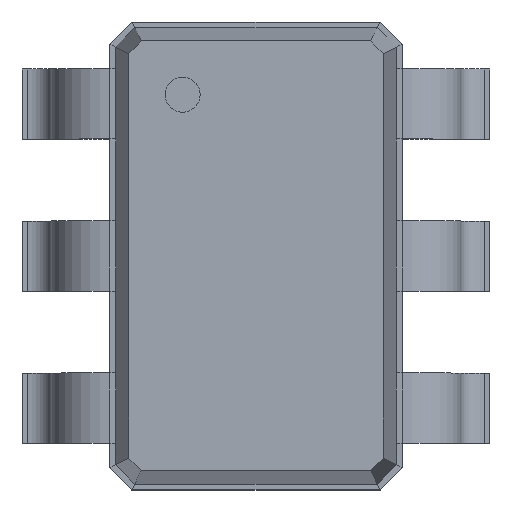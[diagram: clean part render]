
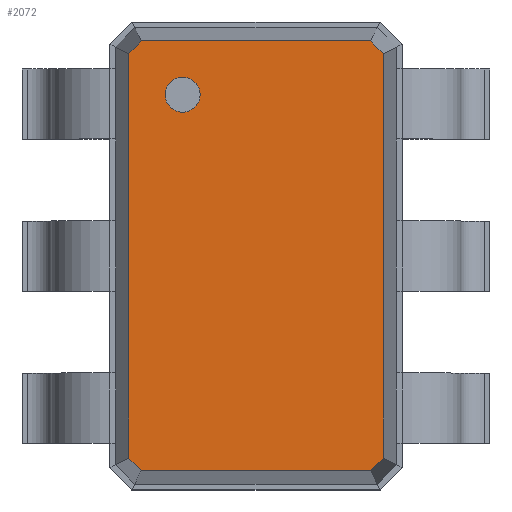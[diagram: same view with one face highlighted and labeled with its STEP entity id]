
A CAD part, top view. The second image highlights one B-rep face of the part: STEP entity #2072.
In plain terms, the highlighted planar face has unit normal (0, 0, 1).
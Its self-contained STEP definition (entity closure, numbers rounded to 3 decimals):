
#1548 = VERTEX_POINT('',#1549);
#1549 = CARTESIAN_POINT('',(-0.544,0.864,1.05));
#1554 = EDGE_CURVE('',#1555,#1548,#1557,.T.);
#1555 = VERTEX_POINT('',#1556);
#1556 = CARTESIAN_POINT('',(-0.544,-0.864,1.05));
#1557 = LINE('',#1558,#1559);
#1558 = CARTESIAN_POINT('',(-0.544,-0.864,1.05));
#1559 = VECTOR('',#1560,1.);
#1560 = DIRECTION('',(0.,1.,0.));
#2055 = EDGE_CURVE('',#2056,#1555,#2058,.T.);
#2056 = VERTEX_POINT('',#2057);
#2057 = CARTESIAN_POINT('',(-0.489,-0.919,1.05));
#2058 = LINE('',#2059,#2060);
#2059 = CARTESIAN_POINT('',(-0.489,-0.919,1.05));
#2060 = VECTOR('',#2061,1.);
#2061 = DIRECTION('',(-0.707,0.707,0.));
#2072 = ADVANCED_FACE('',(#2073,#2123),#2134,.T.);
#2073 = FACE_BOUND('',#2074,.T.);
#2074 = EDGE_LOOP('',(#2075,#2085,#2091,#2092,#2093,#2101,#2109,#2117));
#2075 = ORIENTED_EDGE('',*,*,#2076,.F.);
#2076 = EDGE_CURVE('',#2077,#2079,#2081,.T.);
#2077 = VERTEX_POINT('',#2078);
#2078 = CARTESIAN_POINT('',(-0.489,0.919,1.05));
#2079 = VERTEX_POINT('',#2080);
#2080 = CARTESIAN_POINT('',(0.489,0.919,1.05));
#2081 = LINE('',#2082,#2083);
#2082 = CARTESIAN_POINT('',(-0.489,0.919,1.05));
#2083 = VECTOR('',#2084,1.);
#2084 = DIRECTION('',(1.,0.,0.));
#2085 = ORIENTED_EDGE('',*,*,#2086,.F.);
#2086 = EDGE_CURVE('',#1548,#2077,#2087,.T.);
#2087 = LINE('',#2088,#2089);
#2088 = CARTESIAN_POINT('',(-0.544,0.864,1.05));
#2089 = VECTOR('',#2090,1.);
#2090 = DIRECTION('',(0.707,0.707,0.));
#2091 = ORIENTED_EDGE('',*,*,#1554,.F.);
#2092 = ORIENTED_EDGE('',*,*,#2055,.F.);
#2093 = ORIENTED_EDGE('',*,*,#2094,.F.);
#2094 = EDGE_CURVE('',#2095,#2056,#2097,.T.);
#2095 = VERTEX_POINT('',#2096);
#2096 = CARTESIAN_POINT('',(0.489,-0.919,1.05));
#2097 = LINE('',#2098,#2099);
#2098 = CARTESIAN_POINT('',(0.489,-0.919,1.05));
#2099 = VECTOR('',#2100,1.);
#2100 = DIRECTION('',(-1.,0.,0.));
#2101 = ORIENTED_EDGE('',*,*,#2102,.F.);
#2102 = EDGE_CURVE('',#2103,#2095,#2105,.T.);
#2103 = VERTEX_POINT('',#2104);
#2104 = CARTESIAN_POINT('',(0.544,-0.864,1.05));
#2105 = LINE('',#2106,#2107);
#2106 = CARTESIAN_POINT('',(0.544,-0.864,1.05));
#2107 = VECTOR('',#2108,1.);
#2108 = DIRECTION('',(-0.707,-0.707,0.));
#2109 = ORIENTED_EDGE('',*,*,#2110,.F.);
#2110 = EDGE_CURVE('',#2111,#2103,#2113,.T.);
#2111 = VERTEX_POINT('',#2112);
#2112 = CARTESIAN_POINT('',(0.544,0.864,1.05));
#2113 = LINE('',#2114,#2115);
#2114 = CARTESIAN_POINT('',(0.544,0.864,1.05));
#2115 = VECTOR('',#2116,1.);
#2116 = DIRECTION('',(0.,-1.,0.));
#2117 = ORIENTED_EDGE('',*,*,#2118,.F.);
#2118 = EDGE_CURVE('',#2079,#2111,#2119,.T.);
#2119 = LINE('',#2120,#2121);
#2120 = CARTESIAN_POINT('',(0.489,0.919,1.05));
#2121 = VECTOR('',#2122,1.);
#2122 = DIRECTION('',(0.707,-0.707,0.));
#2123 = FACE_BOUND('',#2124,.T.);
#2124 = EDGE_LOOP('',(#2125));
#2125 = ORIENTED_EDGE('',*,*,#2126,.F.);
#2126 = EDGE_CURVE('',#2127,#2127,#2129,.T.);
#2127 = VERTEX_POINT('',#2128);
#2128 = CARTESIAN_POINT('',(-0.314,0.614,1.05));
#2129 = CIRCLE('',#2130,0.075);
#2130 = AXIS2_PLACEMENT_3D('',#2131,#2132,#2133);
#2131 = CARTESIAN_POINT('',(-0.314,0.689,1.05));
#2132 = DIRECTION('',(0.,0.,1.));
#2133 = DIRECTION('',(0.,-1.,0.));
#2134 = PLANE('',#2135);
#2135 = AXIS2_PLACEMENT_3D('',#2136,#2137,#2138);
#2136 = CARTESIAN_POINT('',(-0.489,0.919,1.05));
#2137 = DIRECTION('',(0.,0.,1.));
#2138 = DIRECTION('',(0.47,-0.883,0.));
